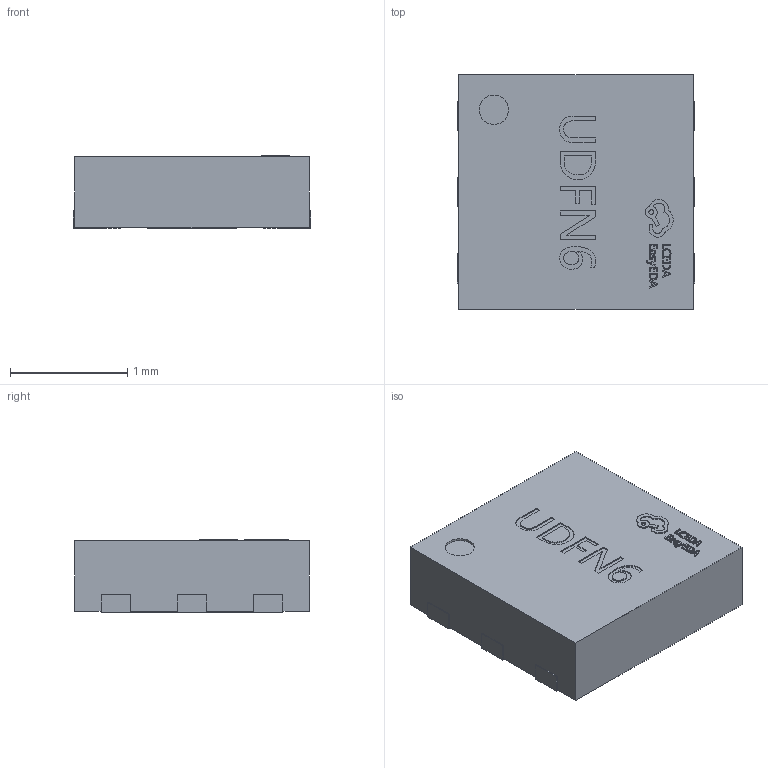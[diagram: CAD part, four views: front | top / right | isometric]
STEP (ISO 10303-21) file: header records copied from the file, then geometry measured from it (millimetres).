
FILE_DESCRIPTION (( 'STEP AP214' ), '1' );
FILE_NAME ('U-DFN2020-6B_L2.0-W2.0-H0.6-P0.65.step', '2022-06-30T13:56:41', ( '' ), ( '' ), 'SwSTEP 2.0', 'SolidWorks 2020', '' );
FILE_SCHEMA (( 'AUTOMOTIVE_DESIGN' ));
Length unit declared in the file: millimetre
Products named in the file (1): U-DFN2020-6B_L2.0-W2.0-H0.6-P0.65
Bounding box: 2.02 x 2 x 0.62 mm (x, y, z)
Volume: 2.4 mm3; surface area: 13.1 mm2
Topology: 1 solids, 1 shells, 404 faces, 1101 edges, 734 vertices
Faces by surface type: plane 257, bspline 136, cylinder 11
Entity records: 19100 total; most frequent: CARTESIAN_POINT 5832, ORIENTED_EDGE 2202, DIRECTION 1385, EDGE_CURVE 1101, LINE 803, VECTOR 803, VERTEX_POINT 734, EDGE_LOOP 439
